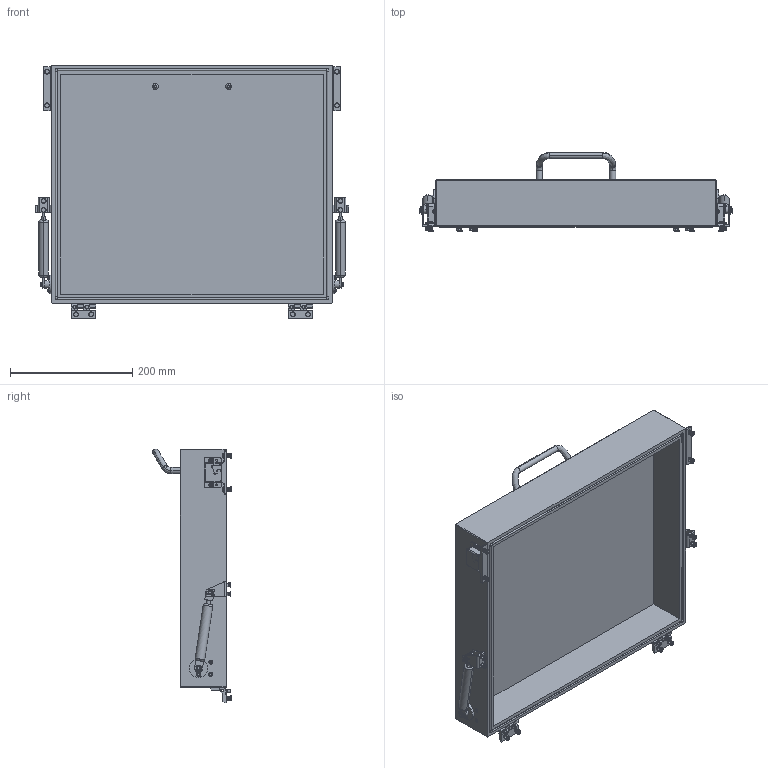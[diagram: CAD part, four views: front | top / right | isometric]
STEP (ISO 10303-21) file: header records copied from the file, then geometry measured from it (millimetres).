
FILE_DESCRIPTION (( 'STEP AP203' ), '1' );
FILE_NAME ('INGUN_18394.STEP', '2023-07-19T13:18:56', ( '' ), ( '' ), 'SwSTEP 2.0', 'SolidWorks 2021', '' );
FILE_SCHEMA (( 'CONFIG_CONTROL_DESIGN' ));
Length unit declared in the file: millimetre
Products named in the file (33): ASR~asr_拱06,2x04x拌12; K_02037~0_Standard ohne Dyn Punkt<Standard>; 2348_2~0; 17984~4_090ø<Standard>; DIN_6799_-_A2~n_d 5; DIN125~n_04,3 M04,0; ISO7380~n_M03,0x010; 5107~1_VKH-18394<Standard>; 17053~3; ISO7380~n_M05,0x020; 18395~4; DIN923~n_M04x04; DIN7991~n_M04,0x010; K_02038~0; INGUN_18394; 35805~0_S; 15537-2~0; 11536~1; Gewindebuchse~n_M04-07,5 geschlossen; DIN912~n_M04,0x008; 17984_1~2_ADPbefestigung<Standard>; 17281~0_S; 2348_1~0; ISO7380~n_M04,0x010; 15537-1~0; 17984_1~2_bearbeitet<Standard>; 2348~1; 2348_4~0; 8577~1; DIN125~n_03,2 M03,0; 2348_3~0; 15536~0
Assembly tree (83 placements, depth 3):
  INGUN_18394
    18395~4
    11536~1
      K_02037~0_Standard ohne Dyn Punkt<Standard>
      K_02038~0
    11536~1
      K_02037~0_Standard ohne Dyn Punkt<Standard>
      K_02038~0
    2348~1  x2
      2348_3~0
      2348_4~0
      2348_2~0
      2348_1~0
    17053~3  x2
    DIN_6799_-_A2~n_d 5  x2
    ASR~asr_拱06,2x04x拌12  x4
    17984~4_090ø<Standard>  x2
      17984_1~2_ADPbefestigung<Standard>
      17984_1~2_bearbeitet<Standard>
    15536~0  x2
      15537-1~0
      15537-2~0
    5107~1_VKH-18394<Standard>
    8577~1
    17281~0_S  x4
    35805~0_S  x2
    Gewindebuchse~n_M04-07,5 geschlossen  x12
    DIN125~n_04,3 M04,0  x4
    ISO7380~n_M04,0x010  x8
    DIN923~n_M04x04  x4
    ISO7380~n_M05,0x020  x2
    ISO7380~n_M03,0x010  x4
    DIN912~n_M04,0x008  x4
    DIN7991~n_M04,0x010  x4
    DIN125~n_03,2 M03,0  x4
Bounding box: 512.6 x 128.6 x 415.5 mm (x, y, z)
Volume: 4312276 mm3; surface area: 685987 mm2
Topology: 95 solids, 95 shells, 3703 faces, 8858 edges, 5738 vertices
Faces by surface type: plane 2173, cylinder 1064, cone 240, torus 142, bspline 84
Entity records: 41418 total; most frequent: CARTESIAN_POINT 8685, DIRECTION 6210, ORIENTED_EDGE 5596, EDGE_CURVE 2798, AXIS2_PLACEMENT_3D 2399, VERTEX_POINT 1804, VECTOR 1412, LINE 1412
